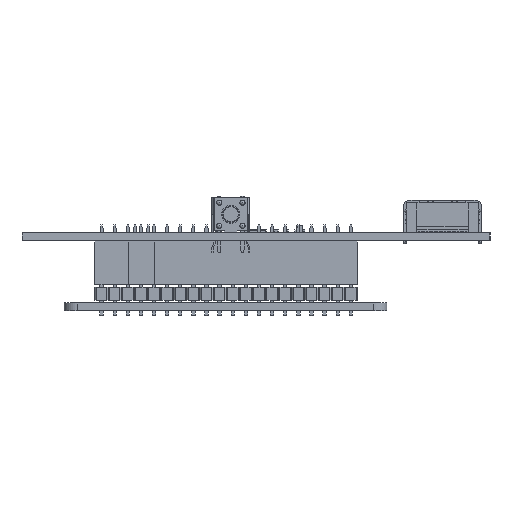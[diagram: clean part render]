
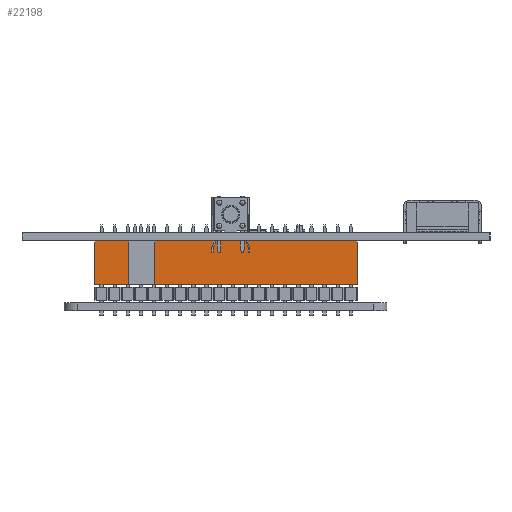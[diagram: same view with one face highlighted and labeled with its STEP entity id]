
A CAD part, left-side view. The second image highlights one B-rep face of the part: STEP entity #22198.
In plain terms, the highlighted face is planar.
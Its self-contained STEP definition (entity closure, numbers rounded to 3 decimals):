
#22198 = ADVANCED_FACE('',(#22199),#22233,.F.);
#22199 = FACE_BOUND('',#22200,.F.);
#22200 = EDGE_LOOP('',(#22201,#22211,#22219,#22227));
#22201 = ORIENTED_EDGE('',*,*,#22202,.T.);
#22202 = EDGE_CURVE('',#22203,#22205,#22207,.T.);
#22203 = VERTEX_POINT('',#22204);
#22204 = CARTESIAN_POINT('',(1.27,-49.53,0.));
#22205 = VERTEX_POINT('',#22206);
#22206 = CARTESIAN_POINT('',(1.27,-49.53,8.5));
#22207 = LINE('',#22208,#22209);
#22208 = CARTESIAN_POINT('',(1.27,-49.53,0.));
#22209 = VECTOR('',#22210,1.);
#22210 = DIRECTION('',(0.,0.,1.));
#22211 = ORIENTED_EDGE('',*,*,#22212,.T.);
#22212 = EDGE_CURVE('',#22205,#22213,#22215,.T.);
#22213 = VERTEX_POINT('',#22214);
#22214 = CARTESIAN_POINT('',(1.27,1.27,8.5));
#22215 = LINE('',#22216,#22217);
#22216 = CARTESIAN_POINT('',(1.27,-49.53,8.5));
#22217 = VECTOR('',#22218,1.);
#22218 = DIRECTION('',(0.,1.,0.));
#22219 = ORIENTED_EDGE('',*,*,#22220,.F.);
#22220 = EDGE_CURVE('',#22221,#22213,#22223,.T.);
#22221 = VERTEX_POINT('',#22222);
#22222 = CARTESIAN_POINT('',(1.27,1.27,0.));
#22223 = LINE('',#22224,#22225);
#22224 = CARTESIAN_POINT('',(1.27,1.27,0.));
#22225 = VECTOR('',#22226,1.);
#22226 = DIRECTION('',(0.,0.,1.));
#22227 = ORIENTED_EDGE('',*,*,#22228,.F.);
#22228 = EDGE_CURVE('',#22203,#22221,#22229,.T.);
#22229 = LINE('',#22230,#22231);
#22230 = CARTESIAN_POINT('',(1.27,-49.53,0.));
#22231 = VECTOR('',#22232,1.);
#22232 = DIRECTION('',(0.,1.,0.));
#22233 = PLANE('',#22234);
#22234 = AXIS2_PLACEMENT_3D('',#22235,#22236,#22237);
#22235 = CARTESIAN_POINT('',(1.27,-49.53,0.));
#22236 = DIRECTION('',(-1.,0.,0.));
#22237 = DIRECTION('',(0.,1.,0.));
